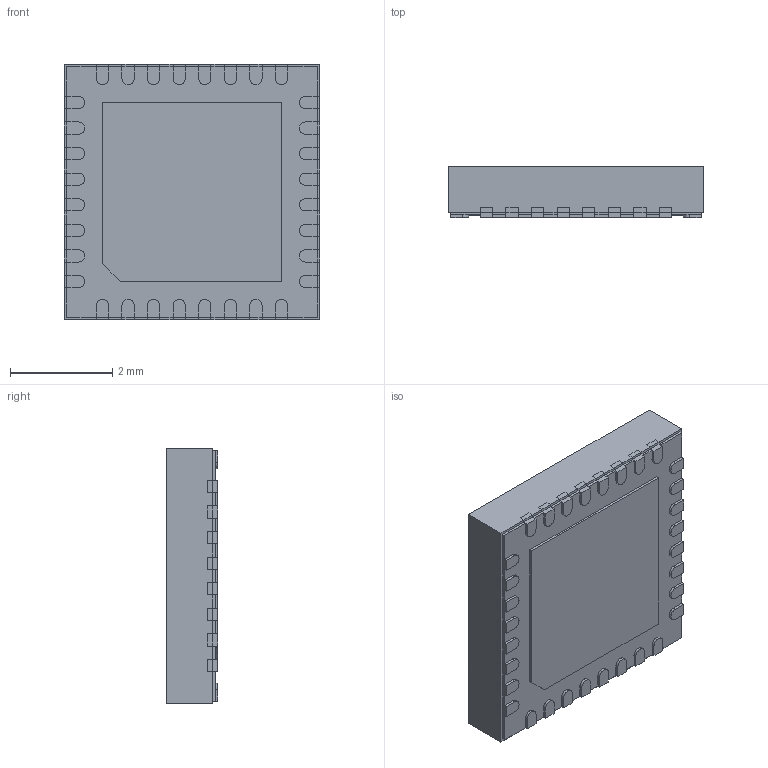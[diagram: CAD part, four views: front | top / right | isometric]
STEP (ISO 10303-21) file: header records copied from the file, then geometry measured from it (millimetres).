
FILE_DESCRIPTION (( 'STEP AP214' ), '1' );
FILE_NAME ('ST25R3916-AQWT.STEP', '2024-02-02T07:56:29', ( 'LENOVO' ), ( '' ), 'SwSTEP 2.0', 'SolidWorks 2021', '' );
FILE_SCHEMA (( 'AUTOMOTIVE_DESIGN' ));
Length unit declared in the file: millimetre
Products named in the file (1): ST25R3916-AQWT
Bounding box: 5 x 1 x 5 mm (x, y, z)
Volume: 24.4 mm3; surface area: 114.9 mm2
Topology: 35 solids, 35 shells, 494 faces, 1266 edges, 844 vertices
Faces by surface type: plane 410, cylinder 84
Entity records: 15158 total; most frequent: CARTESIAN_POINT 2605, ORIENTED_EDGE 2532, DIRECTION 2424, EDGE_CURVE 1266, VECTOR 1098, LINE 1098, VERTEX_POINT 844, AXIS2_PLACEMENT_3D 663
